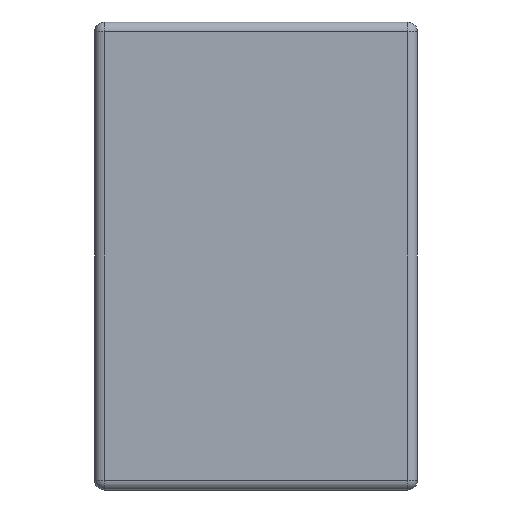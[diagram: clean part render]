
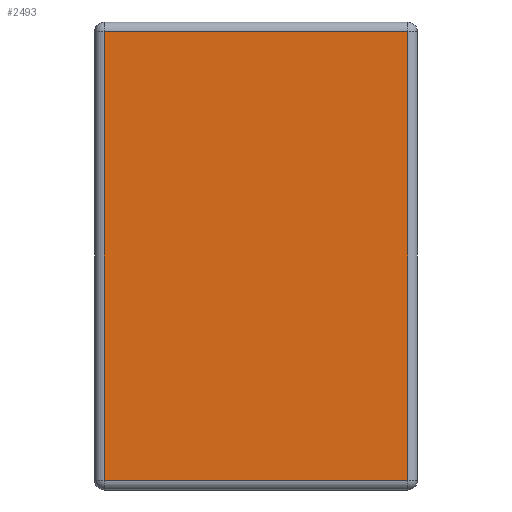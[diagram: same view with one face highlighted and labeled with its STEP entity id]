
A CAD part, left-side view. The second image highlights one B-rep face of the part: STEP entity #2493.
In plain terms, the highlighted planar face has unit normal (-1, 0, 0).
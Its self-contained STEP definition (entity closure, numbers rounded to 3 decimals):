
#100 = DIRECTION ( 'NONE',  ( 0., -1., 0. ) ) ;
#456 = EDGE_LOOP ( 'NONE', ( #3887, #3128, #2738, #1664 ) ) ;
#728 = LINE ( 'NONE', #2596, #3495 ) ;
#799 = VERTEX_POINT ( 'NONE', #3650 ) ;
#862 = DIRECTION ( 'NONE',  ( 0., 1., 0. ) ) ;
#1074 = LINE ( 'NONE', #3754, #3807 ) ;
#1325 = CARTESIAN_POINT ( 'NONE',  ( 0., 0.03, -1.42 ) ) ;
#1397 = CARTESIAN_POINT ( 'NONE',  ( 0., 0., 0. ) ) ;
#1415 = DIRECTION ( 'NONE',  ( -1., 0., 0. ) ) ;
#1553 = VECTOR ( 'NONE', #2506, 1000. ) ;
#1638 = EDGE_CURVE ( 'NONE', #799, #3042, #4388, .T. ) ;
#1664 = ORIENTED_EDGE ( 'NONE', *, *, #1638, .T. ) ;
#1912 = EDGE_CURVE ( 'NONE', #3042, #3205, #728, .T. ) ;
#1924 = AXIS2_PLACEMENT_3D ( 'NONE', #1397, #1415, #2496 ) ;
#2046 = CARTESIAN_POINT ( 'NONE',  ( 0., 0.97, -1.42 ) ) ;
#2200 = FACE_OUTER_BOUND ( 'NONE', #456, .T. ) ;
#2264 = EDGE_CURVE ( 'NONE', #3077, #799, #1074, .T. ) ;
#2493 = ADVANCED_FACE ( 'NONE', ( #2200 ), #3850, .T. ) ;
#2496 = DIRECTION ( 'NONE',  ( 0., 0., 1. ) ) ;
#2506 = DIRECTION ( 'NONE',  ( 0., 0., -1. ) ) ;
#2517 = CARTESIAN_POINT ( 'NONE',  ( 0., 0.03, -0.03 ) ) ;
#2564 = LINE ( 'NONE', #3371, #3951 ) ;
#2596 = CARTESIAN_POINT ( 'NONE',  ( 0., 0., -1.42 ) ) ;
#2738 = ORIENTED_EDGE ( 'NONE', *, *, #2264, .T. ) ;
#3042 = VERTEX_POINT ( 'NONE', #2046 ) ;
#3077 = VERTEX_POINT ( 'NONE', #2517 ) ;
#3128 = ORIENTED_EDGE ( 'NONE', *, *, #3751, .T. ) ;
#3205 = VERTEX_POINT ( 'NONE', #1325 ) ;
#3371 = CARTESIAN_POINT ( 'NONE',  ( 0., 0.03, 0. ) ) ;
#3495 = VECTOR ( 'NONE', #100, 1000. ) ;
#3650 = CARTESIAN_POINT ( 'NONE',  ( 0., 0.97, -0.03 ) ) ;
#3751 = EDGE_CURVE ( 'NONE', #3205, #3077, #2564, .T. ) ;
#3754 = CARTESIAN_POINT ( 'NONE',  ( 0., 1., -0.03 ) ) ;
#3807 = VECTOR ( 'NONE', #862, 1000. ) ;
#3850 = PLANE ( 'NONE',  #1924 ) ;
#3887 = ORIENTED_EDGE ( 'NONE', *, *, #1912, .T. ) ;
#3896 = CARTESIAN_POINT ( 'NONE',  ( 0., 0.97, -1.45 ) ) ;
#3951 = VECTOR ( 'NONE', #4119, 1000. ) ;
#4119 = DIRECTION ( 'NONE',  ( 0., 0., 1. ) ) ;
#4388 = LINE ( 'NONE', #3896, #1553 ) ;
